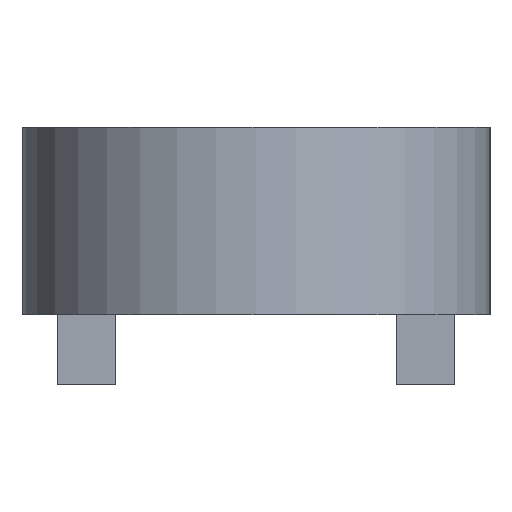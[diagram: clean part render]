
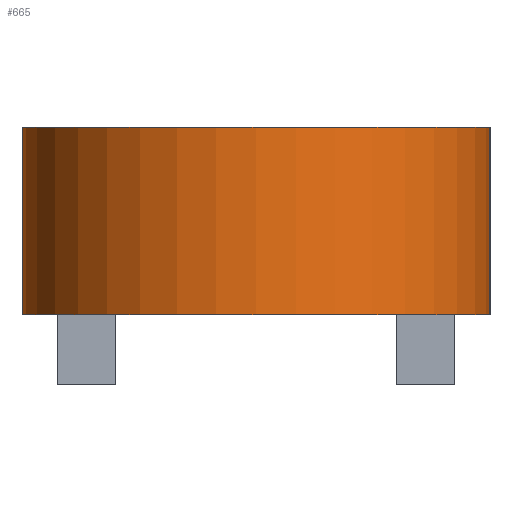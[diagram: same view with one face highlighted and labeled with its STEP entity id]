
A CAD part, left-side view. The second image highlights one B-rep face of the part: STEP entity #665.
In plain terms, the highlighted cylindrical face has radius 10 mm (diameter 20 mm), a partial arc.
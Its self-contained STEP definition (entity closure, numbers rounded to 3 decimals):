
#39 = DIRECTION ( 'NONE',  ( 1., 0., 0. ) ) ;
#48 = CIRCLE ( 'NONE', #638, 10. ) ;
#77 = ORIENTED_EDGE ( 'NONE', *, *, #985, .T. ) ;
#89 = CARTESIAN_POINT ( 'NONE',  ( -23.318, 5.007, -8. ) ) ;
#109 = DIRECTION ( 'NONE',  ( 0., 0., 1. ) ) ;
#112 = CARTESIAN_POINT ( 'NONE',  ( -15.817, 11.619, -8. ) ) ;
#165 = VERTEX_POINT ( 'NONE', #172 ) ;
#172 = CARTESIAN_POINT ( 'NONE',  ( -15.815, -1.604, 0. ) ) ;
#186 = DIRECTION ( 'NONE',  ( 1., 0., 0. ) ) ;
#197 = CARTESIAN_POINT ( 'NONE',  ( -15.817, 11.619, -8. ) ) ;
#198 = DIRECTION ( 'NONE',  ( 1., 0., 0. ) ) ;
#203 = LINE ( 'NONE', #197, #561 ) ;
#241 = AXIS2_PLACEMENT_3D ( 'NONE', #89, #341, #186 ) ;
#260 = ORIENTED_EDGE ( 'NONE', *, *, #461, .F. ) ;
#265 = EDGE_CURVE ( 'NONE', #373, #165, #471, .T. ) ;
#279 = CIRCLE ( 'NONE', #469, 10. ) ;
#300 = EDGE_CURVE ( 'NONE', #1005, #165, #279, .T. ) ;
#341 = DIRECTION ( 'NONE',  ( 0., 0., 1. ) ) ;
#352 = CARTESIAN_POINT ( 'NONE',  ( -15.815, -1.604, -8. ) ) ;
#373 = VERTEX_POINT ( 'NONE', #751 ) ;
#419 = VERTEX_POINT ( 'NONE', #112 ) ;
#423 = DIRECTION ( 'NONE',  ( 0., 0., 1. ) ) ;
#461 = EDGE_CURVE ( 'NONE', #419, #1005, #203, .T. ) ;
#466 = EDGE_LOOP ( 'NONE', ( #552, #260, #77, #793 ) ) ;
#469 = AXIS2_PLACEMENT_3D ( 'NONE', #493, #423, #39 ) ;
#471 = LINE ( 'NONE', #352, #767 ) ;
#493 = CARTESIAN_POINT ( 'NONE',  ( -23.318, 5.007, 0. ) ) ;
#497 = DIRECTION ( 'NONE',  ( 0., 0., 1. ) ) ;
#552 = ORIENTED_EDGE ( 'NONE', *, *, #300, .F. ) ;
#561 = VECTOR ( 'NONE', #109, 1000. ) ;
#589 = CARTESIAN_POINT ( 'NONE',  ( -15.817, 11.619, 0. ) ) ;
#638 = AXIS2_PLACEMENT_3D ( 'NONE', #833, #497, #198 ) ;
#665 = ADVANCED_FACE ( 'NONE', ( #792 ), #702, .T. ) ;
#702 = CYLINDRICAL_SURFACE ( 'NONE', #241, 10. ) ;
#751 = CARTESIAN_POINT ( 'NONE',  ( -15.815, -1.604, -8. ) ) ;
#767 = VECTOR ( 'NONE', #828, 1000. ) ;
#792 = FACE_OUTER_BOUND ( 'NONE', #466, .T. ) ;
#793 = ORIENTED_EDGE ( 'NONE', *, *, #265, .T. ) ;
#828 = DIRECTION ( 'NONE',  ( 0., 0., 1. ) ) ;
#833 = CARTESIAN_POINT ( 'NONE',  ( -23.318, 5.007, -8. ) ) ;
#985 = EDGE_CURVE ( 'NONE', #419, #373, #48, .T. ) ;
#1005 = VERTEX_POINT ( 'NONE', #589 ) ;
